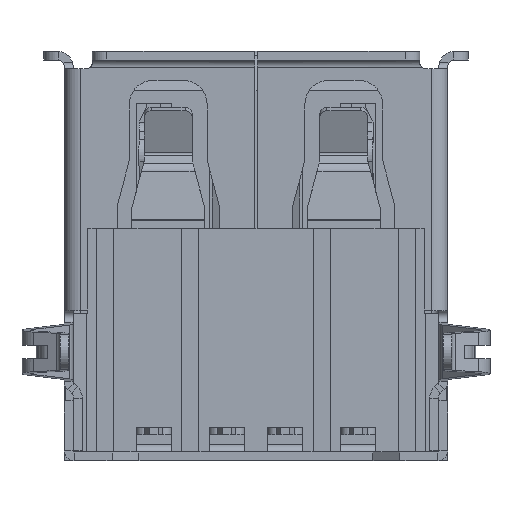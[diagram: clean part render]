
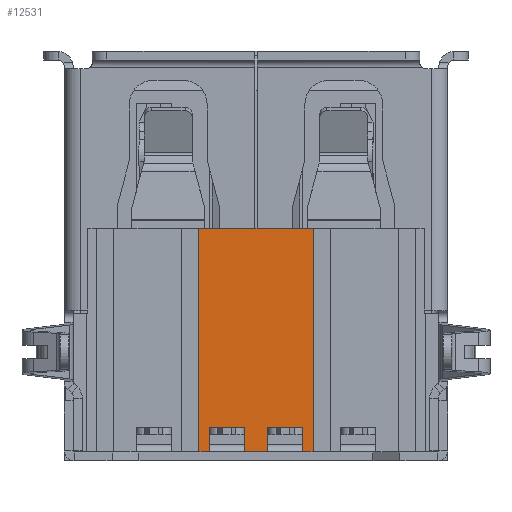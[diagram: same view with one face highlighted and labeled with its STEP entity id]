
A CAD part, front view. The second image highlights one B-rep face of the part: STEP entity #12531.
In plain terms, the highlighted face is planar.
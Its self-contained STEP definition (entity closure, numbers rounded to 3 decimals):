
#72 = EDGE_CURVE ( 'NONE', #3230, #21628, #25102, .T. ) ;
#185 = ORIENTED_EDGE ( 'NONE', *, *, #19438, .T. ) ;
#306 = CARTESIAN_POINT ( 'NONE',  ( 5.75, -0.9, 3.45 ) ) ;
#372 = VERTEX_POINT ( 'NONE', #23617 ) ;
#503 = ORIENTED_EDGE ( 'NONE', *, *, #10249, .F. ) ;
#543 = EDGE_CURVE ( 'NONE', #26162, #16506, #27709, .T. ) ;
#1132 = DIRECTION ( 'NONE',  ( 0., -1., 0. ) ) ;
#1266 = CARTESIAN_POINT ( 'NONE',  ( 6.225, 6.75, 3.45 ) ) ;
#1350 = CARTESIAN_POINT ( 'NONE',  ( -6.225, 2., 3.45 ) ) ;
#1600 = LINE ( 'NONE', #12513, #7244 ) ;
#1738 = FACE_OUTER_BOUND ( 'NONE', #14934, .T. ) ;
#1749 = CARTESIAN_POINT ( 'NONE',  ( -1.95, 6.75, 3.45 ) ) ;
#1912 = LINE ( 'NONE', #15670, #23335 ) ;
#1961 = CARTESIAN_POINT ( 'NONE',  ( 1.6, 6.75, 3.45 ) ) ;
#2344 = VECTOR ( 'NONE', #3061, 1000. ) ;
#2609 = CARTESIAN_POINT ( 'NONE',  ( 1.6, 6.75, 3.45 ) ) ;
#2711 = LINE ( 'NONE', #21014, #27173 ) ;
#3061 = DIRECTION ( 'NONE',  ( 0., -1., 0. ) ) ;
#3230 = VERTEX_POINT ( 'NONE', #18985 ) ;
#3453 = EDGE_CURVE ( 'NONE', #21884, #26162, #16439, .T. ) ;
#3675 = VERTEX_POINT ( 'NONE', #18601 ) ;
#3883 = CARTESIAN_POINT ( 'NONE',  ( -0.4, 5.915, 3.45 ) ) ;
#3902 = ORIENTED_EDGE ( 'NONE', *, *, #19719, .T. ) ;
#4144 = DIRECTION ( 'NONE',  ( -1., 0., 0. ) ) ;
#4177 = VECTOR ( 'NONE', #14787, 1000. ) ;
#4320 = CARTESIAN_POINT ( 'NONE',  ( 0.4, 6.75, 3.45 ) ) ;
#4338 = EDGE_CURVE ( 'NONE', #27324, #25648, #2711, .T. ) ;
#4638 = VECTOR ( 'NONE', #18147, 1000. ) ;
#5389 = CARTESIAN_POINT ( 'NONE',  ( -1.95, 2., 3.45 ) ) ;
#5818 = LINE ( 'NONE', #2609, #22837 ) ;
#6176 = LINE ( 'NONE', #21085, #4177 ) ;
#7244 = VECTOR ( 'NONE', #27534, 1000. ) ;
#7865 = DIRECTION ( 'NONE',  ( 1., 0., 0. ) ) ;
#8826 = EDGE_CURVE ( 'NONE', #11079, #16506, #27715, .T. ) ;
#9050 = VERTEX_POINT ( 'NONE', #14227 ) ;
#9185 = LINE ( 'NONE', #306, #22602 ) ;
#9354 = CARTESIAN_POINT ( 'NONE',  ( -0.4, 5.915, 3.45 ) ) ;
#10249 = EDGE_CURVE ( 'NONE', #17469, #372, #9185, .T. ) ;
#11079 = VERTEX_POINT ( 'NONE', #4320 ) ;
#11197 = DIRECTION ( 'NONE',  ( 0., -1., 0. ) ) ;
#11288 = ORIENTED_EDGE ( 'NONE', *, *, #4338, .T. ) ;
#11712 = VECTOR ( 'NONE', #1132, 1000. ) ;
#11942 = VECTOR ( 'NONE', #25821, 1000. ) ;
#12513 = CARTESIAN_POINT ( 'NONE',  ( 1.95, 2., 3.45 ) ) ;
#12531 = ADVANCED_FACE ( 'NONE', ( #1738 ), #16536, .T. ) ;
#12604 = VECTOR ( 'NONE', #26429, 1000. ) ;
#13102 = EDGE_CURVE ( 'NONE', #3230, #21884, #21088, .T. ) ;
#13648 = CARTESIAN_POINT ( 'NONE',  ( -1.6, 5.915, 3.45 ) ) ;
#14023 = DIRECTION ( 'NONE',  ( 0., 0., 1. ) ) ;
#14094 = CARTESIAN_POINT ( 'NONE',  ( -1.6, 6.75, 3.45 ) ) ;
#14204 = ORIENTED_EDGE ( 'NONE', *, *, #72, .T. ) ;
#14227 = CARTESIAN_POINT ( 'NONE',  ( 0.4, 5.915, 3.45 ) ) ;
#14787 = DIRECTION ( 'NONE',  ( 0., 1., 0. ) ) ;
#14934 = EDGE_LOOP ( 'NONE', ( #14204, #15677, #503, #185, #11288, #24353, #3902, #18316, #27068, #18471, #27048, #23009 ) ) ;
#15670 = CARTESIAN_POINT ( 'NONE',  ( 1.6, 5.915, 3.45 ) ) ;
#15677 = ORIENTED_EDGE ( 'NONE', *, *, #18067, .T. ) ;
#15764 = CARTESIAN_POINT ( 'NONE',  ( 1.95, -0.9, 3.45 ) ) ;
#16439 = LINE ( 'NONE', #13648, #22838 ) ;
#16506 = VERTEX_POINT ( 'NONE', #18336 ) ;
#16536 = PLANE ( 'NONE',  #26713 ) ;
#17469 = VERTEX_POINT ( 'NONE', #15764 ) ;
#18067 = EDGE_CURVE ( 'NONE', #21628, #372, #22756, .T. ) ;
#18147 = DIRECTION ( 'NONE',  ( -1., 0., 0. ) ) ;
#18316 = ORIENTED_EDGE ( 'NONE', *, *, #20569, .T. ) ;
#18336 = CARTESIAN_POINT ( 'NONE',  ( -0.4, 6.75, 3.45 ) ) ;
#18377 = CARTESIAN_POINT ( 'NONE',  ( -1.6, 5.915, 3.45 ) ) ;
#18471 = ORIENTED_EDGE ( 'NONE', *, *, #543, .F. ) ;
#18601 = CARTESIAN_POINT ( 'NONE',  ( 1.6, 5.915, 3.45 ) ) ;
#18914 = DIRECTION ( 'NONE',  ( -1., 0., 0. ) ) ;
#18985 = CARTESIAN_POINT ( 'NONE',  ( -1.6, 6.75, 3.45 ) ) ;
#19438 = EDGE_CURVE ( 'NONE', #17469, #27324, #1600, .T. ) ;
#19719 = EDGE_CURVE ( 'NONE', #3675, #9050, #1912, .T. ) ;
#20569 = EDGE_CURVE ( 'NONE', #9050, #11079, #6176, .T. ) ;
#21014 = CARTESIAN_POINT ( 'NONE',  ( 6.225, 6.75, 3.45 ) ) ;
#21085 = CARTESIAN_POINT ( 'NONE',  ( 0.4, 5.915, 3.45 ) ) ;
#21088 = LINE ( 'NONE', #14094, #11712 ) ;
#21628 = VERTEX_POINT ( 'NONE', #1749 ) ;
#21884 = VERTEX_POINT ( 'NONE', #18377 ) ;
#22066 = DIRECTION ( 'NONE',  ( -1., 0., 0. ) ) ;
#22380 = DIRECTION ( 'NONE',  ( 1., 0., 0. ) ) ;
#22602 = VECTOR ( 'NONE', #4144, 1000. ) ;
#22756 = LINE ( 'NONE', #5389, #2344 ) ;
#22837 = VECTOR ( 'NONE', #11197, 1000. ) ;
#22838 = VECTOR ( 'NONE', #22380, 1000. ) ;
#23009 = ORIENTED_EDGE ( 'NONE', *, *, #13102, .F. ) ;
#23335 = VECTOR ( 'NONE', #22066, 1000. ) ;
#23570 = CARTESIAN_POINT ( 'NONE',  ( 1.95, 6.75, 3.45 ) ) ;
#23617 = CARTESIAN_POINT ( 'NONE',  ( -1.95, -0.9, 3.45 ) ) ;
#23644 = CARTESIAN_POINT ( 'NONE',  ( 6.225, 6.75, 3.45 ) ) ;
#24353 = ORIENTED_EDGE ( 'NONE', *, *, #26831, .T. ) ;
#25102 = LINE ( 'NONE', #1266, #4638 ) ;
#25648 = VERTEX_POINT ( 'NONE', #1961 ) ;
#25821 = DIRECTION ( 'NONE',  ( -1., 0., 0. ) ) ;
#26162 = VERTEX_POINT ( 'NONE', #3883 ) ;
#26429 = DIRECTION ( 'NONE',  ( 0., 1., 0. ) ) ;
#26713 = AXIS2_PLACEMENT_3D ( 'NONE', #1350, #14023, #7865 ) ;
#26831 = EDGE_CURVE ( 'NONE', #25648, #3675, #5818, .T. ) ;
#27048 = ORIENTED_EDGE ( 'NONE', *, *, #3453, .F. ) ;
#27068 = ORIENTED_EDGE ( 'NONE', *, *, #8826, .T. ) ;
#27173 = VECTOR ( 'NONE', #18914, 1000. ) ;
#27324 = VERTEX_POINT ( 'NONE', #23570 ) ;
#27534 = DIRECTION ( 'NONE',  ( 0., 1., 0. ) ) ;
#27709 = LINE ( 'NONE', #9354, #12604 ) ;
#27715 = LINE ( 'NONE', #23644, #11942 ) ;
